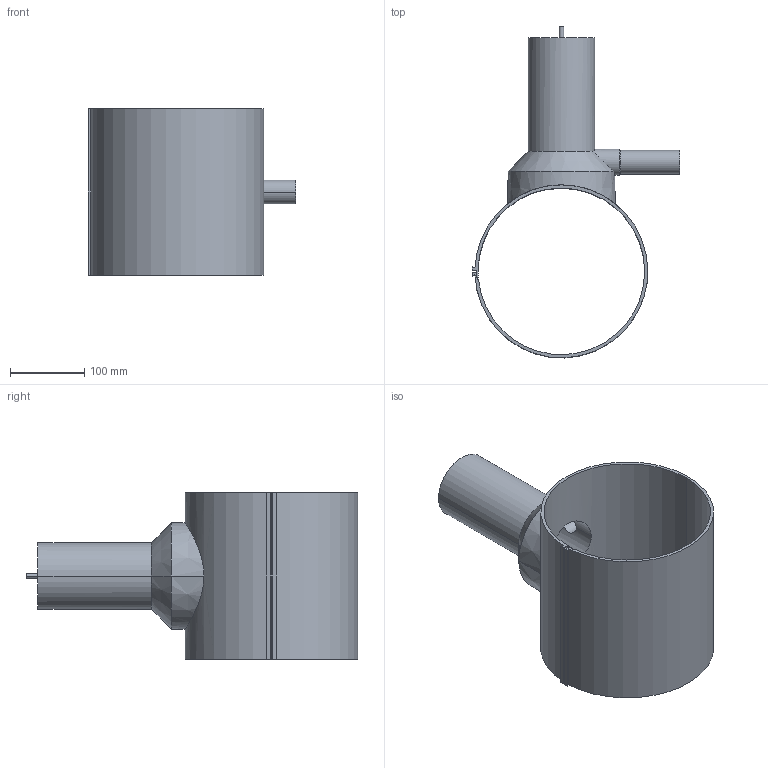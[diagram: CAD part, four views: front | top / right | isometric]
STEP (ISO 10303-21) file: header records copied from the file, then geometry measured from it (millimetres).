
FILE_DESCRIPTION( ( '' ), '1' );
FILE_NAME( 'AGRU_70079225011_PE_100-RC_schwarz_Druckanbohrventil_225_50_SDR11_ISO_S-5_05.stp', '2017-12-12T10:40:43', ( '' ), ( '' ), ' ', ' ', ' ' );
FILE_SCHEMA( ( 'automotive_design' ) );
Length unit declared in the file: millimetre
Products named in the file (1): 1
Bounding box: 280.49 x 448.17 x 225 mm (x, y, z)
Volume: 1503334.4 mm3; surface area: 465629.7 mm2
Topology: 1 solids, 1 shells, 41 faces, 102 edges, 65 vertices
Faces by surface type: cylinder 23, plane 12, cone 6
Entity records: 2840 total; most frequent: CARTESIAN_POINT 658, DIRECTION 215, STYLED_ITEM 209, PRESENTATION_STYLE_ASSIGNMENT 209, COLOUR_RGB 209, ORIENTED_EDGE 204, EDGE_CURVE 102, CURVE_STYLE 102
